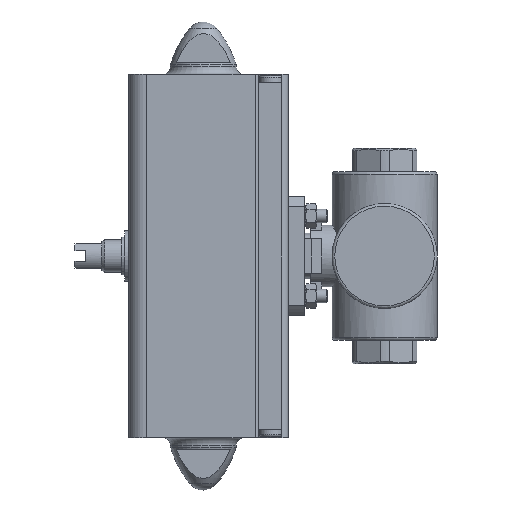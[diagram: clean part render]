
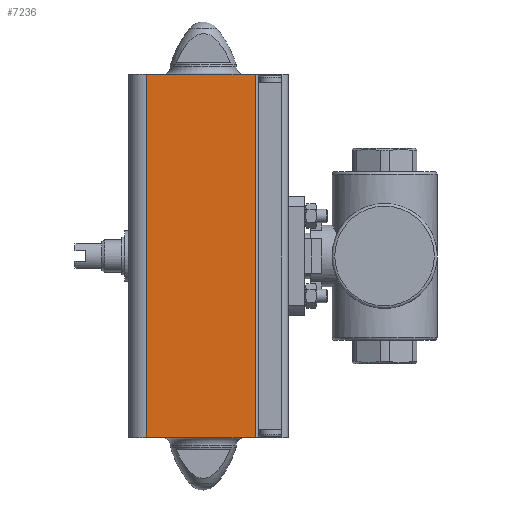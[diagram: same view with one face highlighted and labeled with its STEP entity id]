
A CAD part, left-side view. The second image highlights one B-rep face of the part: STEP entity #7236.
In plain terms, the highlighted planar face has unit normal (-1, 0, 0).
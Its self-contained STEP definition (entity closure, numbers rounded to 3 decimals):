
#241=PLANE('',#7942);
#702=LINE('',#11870,#1294);
#703=LINE('',#11873,#1295);
#704=LINE('',#11875,#1296);
#705=LINE('',#11877,#1297);
#1294=VECTOR('',#9430,1000.);
#1295=VECTOR('',#9431,1000.);
#1296=VECTOR('',#9432,1000.);
#1297=VECTOR('',#9433,1000.);
#3002=ORIENTED_EDGE('',*,*,#4538,.T.);
#3003=ORIENTED_EDGE('',*,*,#4539,.F.);
#3004=ORIENTED_EDGE('',*,*,#4540,.F.);
#3005=ORIENTED_EDGE('',*,*,#4541,.T.);
#4538=EDGE_CURVE('',#5380,#5381,#702,.T.);
#4539=EDGE_CURVE('',#5382,#5381,#703,.T.);
#4540=EDGE_CURVE('',#5383,#5382,#704,.T.);
#4541=EDGE_CURVE('',#5383,#5380,#705,.T.);
#5380=VERTEX_POINT('',#11871);
#5381=VERTEX_POINT('',#11872);
#5382=VERTEX_POINT('',#11874);
#5383=VERTEX_POINT('',#11876);
#6004=EDGE_LOOP('',(#3002,#3003,#3004,#3005));
#6611=FACE_BOUND('',#6004,.T.);
#7236=ADVANCED_FACE('',(#6611),#241,.F.);
#7942=AXIS2_PLACEMENT_3D('',#11869,#9428,#9429);
#9428=DIRECTION('',(1.,0.,0.));
#9429=DIRECTION('',(0.,0.,-1.));
#9430=DIRECTION('',(0.,-1.,0.));
#9431=DIRECTION('',(0.,0.,-1.));
#9432=DIRECTION('',(0.,-1.,0.));
#9433=DIRECTION('',(0.,0.,-1.));
#11869=CARTESIAN_POINT('',(-27.7,21.2,67.5));
#11870=CARTESIAN_POINT('',(-27.7,21.2,-67.5));
#11871=CARTESIAN_POINT('',(-27.7,21.2,-67.5));
#11872=CARTESIAN_POINT('',(-27.7,-19.3,-67.5));
#11873=CARTESIAN_POINT('',(-27.7,-19.3,67.5));
#11874=CARTESIAN_POINT('',(-27.7,-19.3,67.5));
#11875=CARTESIAN_POINT('',(-27.7,21.2,67.5));
#11876=CARTESIAN_POINT('',(-27.7,21.2,67.5));
#11877=CARTESIAN_POINT('',(-27.7,21.2,67.5));
